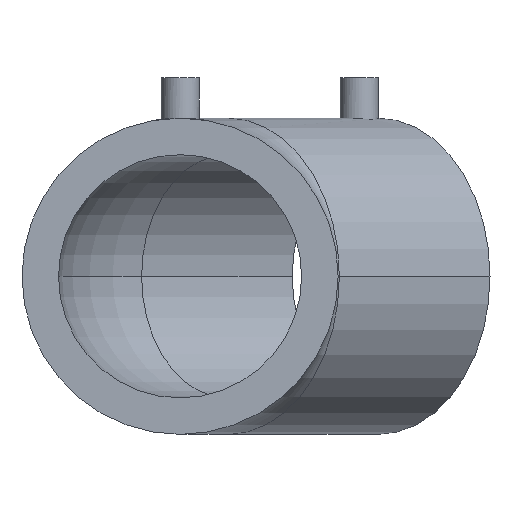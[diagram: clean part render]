
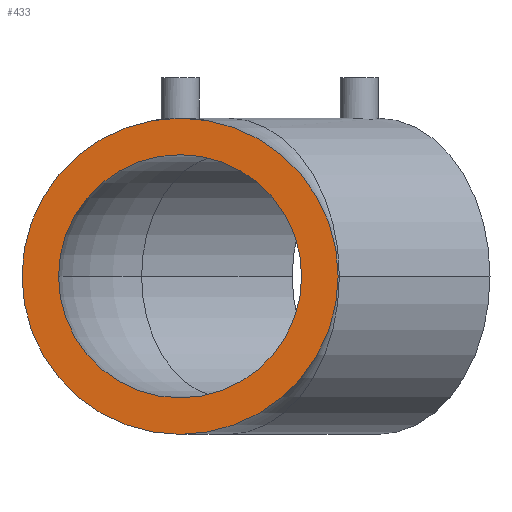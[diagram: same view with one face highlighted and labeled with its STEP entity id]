
A CAD part, front view. The second image highlights one B-rep face of the part: STEP entity #433.
In plain terms, the highlighted planar face has unit normal (0, -1, 0).
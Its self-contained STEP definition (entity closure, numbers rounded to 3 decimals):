
#48 = DIRECTION ( 'NONE',  ( 0., 0., 1. ) ) ;
#56 = AXIS2_PLACEMENT_3D ( 'NONE', #60, #871, #138 ) ;
#60 = CARTESIAN_POINT ( 'NONE',  ( 0., 0., 0. ) ) ;
#76 = CIRCLE ( 'NONE', #147, 45. ) ;
#77 = EDGE_LOOP ( 'NONE', ( #580, #243 ) ) ;
#79 = CIRCLE ( 'NONE', #126, 45. ) ;
#85 = CARTESIAN_POINT ( 'NONE',  ( -45., 0., 0. ) ) ;
#125 = AXIS2_PLACEMENT_3D ( 'NONE', #184, #574, #996 ) ;
#126 = AXIS2_PLACEMENT_3D ( 'NONE', #156, #396, #718 ) ;
#138 = DIRECTION ( 'NONE',  ( 0., 0., 1. ) ) ;
#147 = AXIS2_PLACEMENT_3D ( 'NONE', #1048, #800, #48 ) ;
#156 = CARTESIAN_POINT ( 'NONE',  ( 0., 0., 0. ) ) ;
#175 = EDGE_LOOP ( 'NONE', ( #536, #807 ) ) ;
#184 = CARTESIAN_POINT ( 'NONE',  ( 0., 0., 0. ) ) ;
#243 = ORIENTED_EDGE ( 'NONE', *, *, #569, .F. ) ;
#250 = CIRCLE ( 'NONE', #1039, 58.5 ) ;
#286 = CARTESIAN_POINT ( 'NONE',  ( 0., 0., 0. ) ) ;
#340 = FACE_OUTER_BOUND ( 'NONE', #175, .T. ) ;
#342 = EDGE_CURVE ( 'NONE', #835, #413, #250, .T. ) ;
#396 = DIRECTION ( 'NONE',  ( 0., -1., 0. ) ) ;
#413 = VERTEX_POINT ( 'NONE', #426 ) ;
#426 = CARTESIAN_POINT ( 'NONE',  ( -58.5, 0., 0. ) ) ;
#427 = VERTEX_POINT ( 'NONE', #85 ) ;
#433 = ADVANCED_FACE ( 'NONE', ( #587, #340 ), #926, .F. ) ;
#440 = CARTESIAN_POINT ( 'NONE',  ( 45., 0., 0. ) ) ;
#509 = EDGE_CURVE ( 'NONE', #413, #835, #708, .T. ) ;
#536 = ORIENTED_EDGE ( 'NONE', *, *, #509, .F. ) ;
#569 = EDGE_CURVE ( 'NONE', #969, #427, #76, .T. ) ;
#574 = DIRECTION ( 'NONE',  ( 0., 1., 0. ) ) ;
#580 = ORIENTED_EDGE ( 'NONE', *, *, #908, .F. ) ;
#587 = FACE_BOUND ( 'NONE', #77, .T. ) ;
#654 = CARTESIAN_POINT ( 'NONE',  ( 58.5, 0., 0. ) ) ;
#708 = CIRCLE ( 'NONE', #56, 58.5 ) ;
#716 = DIRECTION ( 'NONE',  ( 0., 0., 1. ) ) ;
#718 = DIRECTION ( 'NONE',  ( 0., 0., 1. ) ) ;
#800 = DIRECTION ( 'NONE',  ( 0., -1., 0. ) ) ;
#807 = ORIENTED_EDGE ( 'NONE', *, *, #342, .F. ) ;
#835 = VERTEX_POINT ( 'NONE', #654 ) ;
#871 = DIRECTION ( 'NONE',  ( 0., 1., 0. ) ) ;
#908 = EDGE_CURVE ( 'NONE', #427, #969, #79, .T. ) ;
#926 = PLANE ( 'NONE',  #125 ) ;
#949 = DIRECTION ( 'NONE',  ( 0., 1., 0. ) ) ;
#969 = VERTEX_POINT ( 'NONE', #440 ) ;
#996 = DIRECTION ( 'NONE',  ( 0., 0., 1. ) ) ;
#1039 = AXIS2_PLACEMENT_3D ( 'NONE', #286, #949, #716 ) ;
#1048 = CARTESIAN_POINT ( 'NONE',  ( 0., 0., 0. ) ) ;
